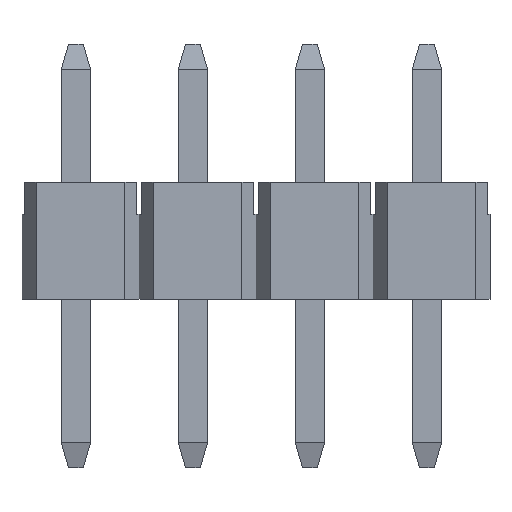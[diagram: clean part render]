
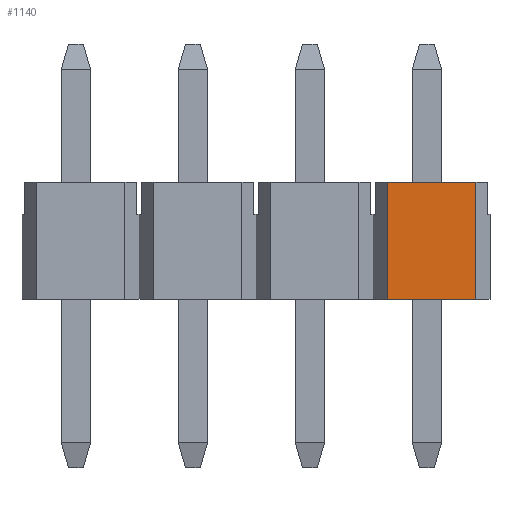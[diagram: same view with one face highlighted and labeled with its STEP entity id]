
A CAD part, top view. The second image highlights one B-rep face of the part: STEP entity #1140.
In plain terms, the highlighted planar face has unit normal (0, 0, 1).
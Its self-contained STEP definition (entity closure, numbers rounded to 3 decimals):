
#700=EDGE_CURVE('',#1810,#1424,#1941,.T.);
#1012=EDGE_CURVE('',#1810,#1538,#2285,.T.);
#1140=ADVANCED_FACE('',(#2429),#2430,.T.);
#1338=VERTEX_POINT('',#2643);
#1424=VERTEX_POINT('',#2735);
#1436=EDGE_CURVE('',#1538,#1338,#2748,.T.);
#1538=VERTEX_POINT('',#2866);
#1600=EDGE_CURVE('',#1424,#1338,#2931,.T.);
#1810=VERTEX_POINT('',#3165);
#1941=LINE('',#3323,#3324);
#2285=LINE('',#3841,#3842);
#2429=FACE_OUTER_BOUND('',#4058,.T.);
#2430=PLANE('',#4059);
#2643=CARTESIAN_POINT('',(4.875,-2.54,1.253));
#2735=CARTESIAN_POINT('',(4.875,0.,1.253));
#2748=LINE('',#4510,#4511);
#2866=CARTESIAN_POINT('',(2.945,-2.54,1.253));
#2931=LINE('',#4759,#4760);
#3165=CARTESIAN_POINT('',(2.945,0.,1.253));
#3323=CARTESIAN_POINT('',(2.945,0.,1.253));
#3324=VECTOR('',#5259,1.0);
#3841=CARTESIAN_POINT('',(2.945,0.,1.253));
#3842=VECTOR('',#5608,1.0);
#4058=EDGE_LOOP('',(#5786,#5787,#5788,#5789));
#4059=AXIS2_PLACEMENT_3D('',#5790,#5791,#5792);
#4510=CARTESIAN_POINT('',(2.945,-2.54,1.253));
#4511=VECTOR('',#6043,1.0);
#4759=CARTESIAN_POINT('',(4.875,0.,1.253));
#4760=VECTOR('',#6244,1.0);
#5259=DIRECTION('',(1.0,0.0,0.0));
#5608=DIRECTION('',(0.0,-1.0,0.));
#5786=ORIENTED_EDGE('',*,*,#1436,.T.);
#5787=ORIENTED_EDGE('',*,*,#1600,.F.);
#5788=ORIENTED_EDGE('',*,*,#700,.F.);
#5789=ORIENTED_EDGE('',*,*,#1012,.T.);
#5790=CARTESIAN_POINT('',(2.945,0.,1.253));
#5791=DIRECTION('',(0.0,0.,1.0));
#5792=DIRECTION('',(-1.0,0.0,0.0));
#6043=DIRECTION('',(1.0,0.0,0.0));
#6244=DIRECTION('',(0.0,-1.0,0.));
